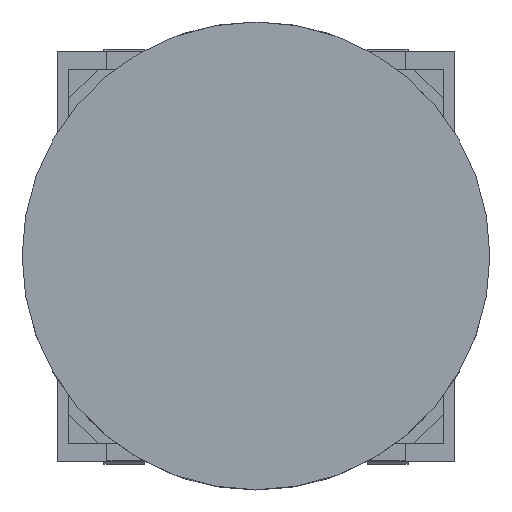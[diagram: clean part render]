
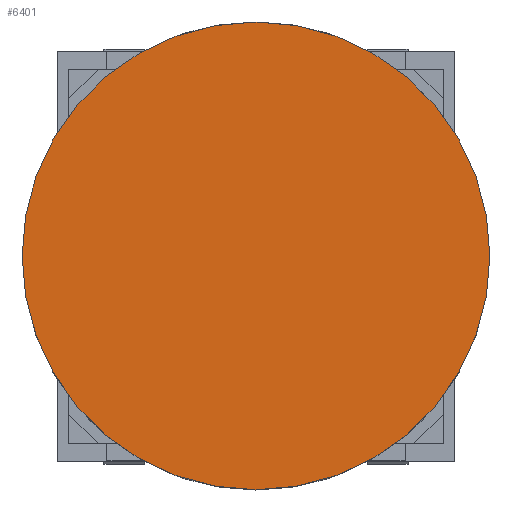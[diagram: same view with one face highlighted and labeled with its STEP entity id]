
A CAD part, top view. The second image highlights one B-rep face of the part: STEP entity #6401.
In plain terms, the highlighted planar face has unit normal (0, 0, 1).
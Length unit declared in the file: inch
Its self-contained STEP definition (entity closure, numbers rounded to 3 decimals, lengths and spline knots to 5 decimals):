
#6366=CARTESIAN_POINT('',(-0.15748,0.,0.2874));
#6367=VERTEX_POINT('',#6366);
#6368=CARTESIAN_POINT('',(0.,0.,0.2874));
#6369=DIRECTION('',(0.0,0.0,-1.0));
#6370=DIRECTION('',(1.0,0.0,0.0));
#6371=AXIS2_PLACEMENT_3D('',#6368,#6369,#6370);
#6372=CIRCLE('',#6371,0.15748);
#6373=EDGE_CURVE('',#6367,#6367,#6372,.T.);
#6393=CARTESIAN_POINT('',(-0.17323,0.17323,0.2874));
#6394=DIRECTION('',(0.0,0.0,-1.0));
#6395=DIRECTION('',(-1.0,0.0,0.0));
#6396=AXIS2_PLACEMENT_3D('',#6393,#6394,#6395);
#6397=PLANE('',#6396);
#6398=ORIENTED_EDGE('',*,*,#6373,.F.);
#6399=EDGE_LOOP('',(#6398));
#6400=FACE_OUTER_BOUND('',#6399,.T.);
#6401=ADVANCED_FACE('',(#6400),#6397,.F.);
